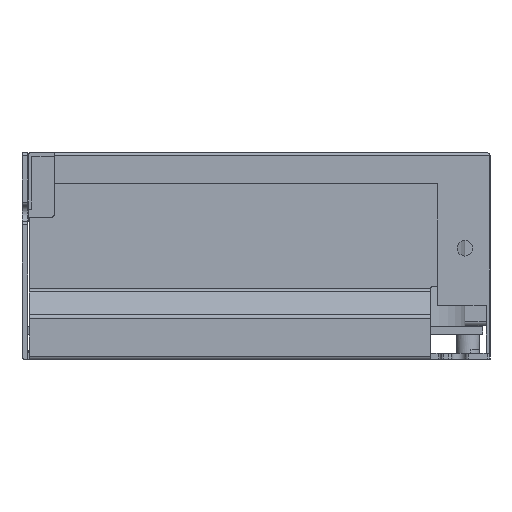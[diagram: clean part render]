
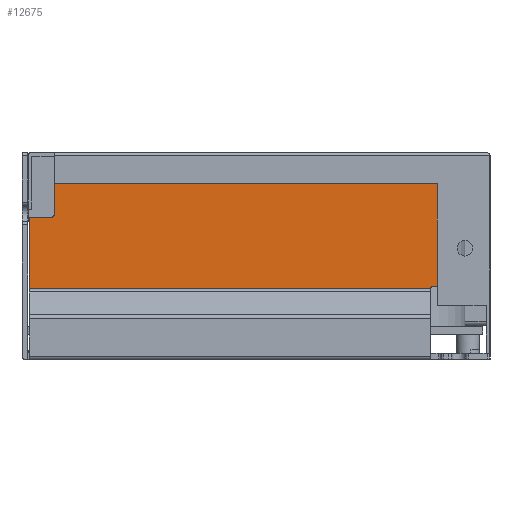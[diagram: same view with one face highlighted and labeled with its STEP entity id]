
A CAD part, left-side view. The second image highlights one B-rep face of the part: STEP entity #12675.
In plain terms, the highlighted planar face has unit normal (-1, 0, 0).
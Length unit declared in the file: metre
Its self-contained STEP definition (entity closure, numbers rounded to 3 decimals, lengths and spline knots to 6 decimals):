
#567=CIRCLE('',#13381,0.001625);
#568=CIRCLE('',#13382,0.0006);
#569=CIRCLE('',#13383,0.0006);
#1669=ORIENTED_EDGE('',*,*,#4643,.T.);
#1670=ORIENTED_EDGE('',*,*,#4644,.F.);
#1671=ORIENTED_EDGE('',*,*,#4645,.F.);
#1672=ORIENTED_EDGE('',*,*,#4646,.T.);
#1673=ORIENTED_EDGE('',*,*,#4647,.T.);
#1674=ORIENTED_EDGE('',*,*,#4648,.T.);
#1675=ORIENTED_EDGE('',*,*,#4649,.F.);
#1676=ORIENTED_EDGE('',*,*,#4650,.F.);
#1677=ORIENTED_EDGE('',*,*,#4651,.F.);
#1678=ORIENTED_EDGE('',*,*,#4652,.T.);
#4643=EDGE_CURVE('',#6130,#6130,#567,.T.);
#4644=EDGE_CURVE('',#6131,#6132,#7444,.T.);
#4645=EDGE_CURVE('',#6133,#6131,#7445,.T.);
#4646=EDGE_CURVE('',#6133,#6134,#7446,.T.);
#4647=EDGE_CURVE('',#6134,#6135,#568,.T.);
#4648=EDGE_CURVE('',#6135,#6136,#7447,.T.);
#4649=EDGE_CURVE('',#6137,#6136,#7448,.T.);
#4650=EDGE_CURVE('',#6138,#6137,#7449,.T.);
#4651=EDGE_CURVE('',#6139,#6138,#7450,.T.);
#4652=EDGE_CURVE('',#6139,#6132,#569,.T.);
#6130=VERTEX_POINT('',#19149);
#6131=VERTEX_POINT('',#19151);
#6132=VERTEX_POINT('',#19152);
#6133=VERTEX_POINT('',#19154);
#6134=VERTEX_POINT('',#19156);
#6135=VERTEX_POINT('',#19158);
#6136=VERTEX_POINT('',#19160);
#6137=VERTEX_POINT('',#19162);
#6138=VERTEX_POINT('',#19164);
#6139=VERTEX_POINT('',#19166);
#7444=LINE('',#19150,#7839);
#7445=LINE('',#19153,#7840);
#7446=LINE('',#19155,#7841);
#7447=LINE('',#19159,#7842);
#7448=LINE('',#19161,#7843);
#7449=LINE('',#19163,#7844);
#7450=LINE('',#19165,#7845);
#7839=VECTOR('',#15187,1.);
#7840=VECTOR('',#15188,1.);
#7841=VECTOR('',#15189,1.);
#7842=VECTOR('',#15192,1.);
#7843=VECTOR('',#15193,1.);
#7844=VECTOR('',#15194,1.);
#7845=VECTOR('',#15195,1.);
#8224=EDGE_LOOP('',(#1669));
#8225=EDGE_LOOP('',(#1670,#1671,#1672,#1673,#1674,#1675,#1676,#1677,#1678));
#10379=FACE_BOUND('',#8224,.T.);
#10380=FACE_BOUND('',#8225,.T.);
#12533=PLANE('',#13380);
#12675=ADVANCED_FACE('',(#10379,#10380),#12533,.F.);
#13380=AXIS2_PLACEMENT_3D('',#19147,#15183,#15184);
#13381=AXIS2_PLACEMENT_3D('',#19148,#15185,#15186);
#13382=AXIS2_PLACEMENT_3D('',#19157,#15190,#15191);
#13383=AXIS2_PLACEMENT_3D('',#19167,#15196,#15197);
#15183=DIRECTION('',(1.,0.,0.));
#15184=DIRECTION('',(0.,1.,0.));
#15185=DIRECTION('',(1.,0.,0.));
#15186=DIRECTION('',(0.,1.,0.));
#15187=DIRECTION('',(0.,-1.,0.));
#15188=DIRECTION('',(0.,0.,1.));
#15189=DIRECTION('',(0.,-1.,0.));
#15190=DIRECTION('',(1.,0.,0.));
#15191=DIRECTION('',(0.,1.,0.));
#15192=DIRECTION('',(0.,-1.,0.));
#15193=DIRECTION('',(0.,0.,-1.));
#15194=DIRECTION('',(0.,-1.,0.));
#15195=DIRECTION('',(0.,0.,1.));
#15196=DIRECTION('',(1.,0.,0.));
#15197=DIRECTION('',(0.,1.,0.));
#19147=CARTESIAN_POINT('',(0.007,0.0965,0.01488));
#19148=CARTESIAN_POINT('',(0.007,0.00525,0.02325));
#19149=CARTESIAN_POINT('',(0.007,0.006875,0.02325));
#19150=CARTESIAN_POINT('',(0.007,0.0965,0.02975));
#19151=CARTESIAN_POINT('',(0.007,0.0965,0.02975));
#19152=CARTESIAN_POINT('',(0.007,0.09184,0.02975));
#19153=CARTESIAN_POINT('',(0.007,0.0965,0.01488));
#19154=CARTESIAN_POINT('',(0.007,0.0965,0.01488));
#19155=CARTESIAN_POINT('',(0.007,0.0965,0.01488));
#19156=CARTESIAN_POINT('',(0.007,0.012462,0.01488));
#19157=CARTESIAN_POINT('',(0.007,0.0119,0.014671));
#19158=CARTESIAN_POINT('',(0.007,0.0119,0.015271));
#19159=CARTESIAN_POINT('',(0.007,0.0965,0.015271));
#19160=CARTESIAN_POINT('',(0.007,0.0008,0.015271));
#19161=CARTESIAN_POINT('',(0.007,0.0008,0.041976));
#19162=CARTESIAN_POINT('',(0.007,0.0008,0.041976));
#19163=CARTESIAN_POINT('',(0.007,0.0965,0.041976));
#19164=CARTESIAN_POINT('',(0.007,0.09124,0.041976));
#19165=CARTESIAN_POINT('',(0.007,0.09124,0.01488));
#19166=CARTESIAN_POINT('',(0.007,0.09124,0.03035));
#19167=CARTESIAN_POINT('',(0.007,0.09184,0.03035));
